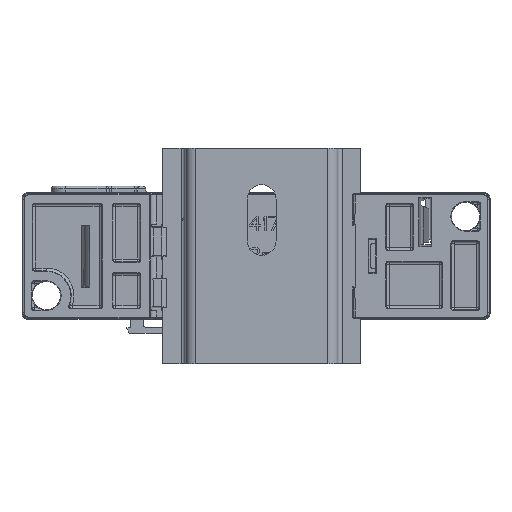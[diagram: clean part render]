
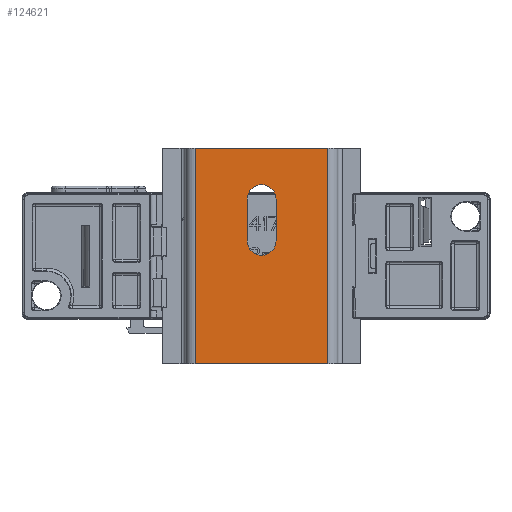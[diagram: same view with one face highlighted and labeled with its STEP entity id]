
A CAD part, top view. The second image highlights one B-rep face of the part: STEP entity #124621.
In plain terms, the highlighted face is planar.
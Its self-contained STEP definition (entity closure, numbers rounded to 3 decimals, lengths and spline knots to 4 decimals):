
#124014=DIRECTION('',(0.,1.,0.));
#124015=VECTOR('',#124014,1.5);
#124016=CARTESIAN_POINT('',(-0.07,0.,0.));
#124017=LINE('',#124016,#124015);
#124032=DIRECTION('',(1.,0.,0.));
#124033=VECTOR('',#124032,0.92);
#124034=CARTESIAN_POINT('',(-0.99,0.,0.));
#124035=LINE('',#124034,#124033);
#124044=DIRECTION('',(0.,1.,0.));
#124045=VECTOR('',#124044,1.5);
#124046=CARTESIAN_POINT('',(-0.99,0.,0.));
#124047=LINE('',#124046,#124045);
#124048=CARTESIAN_POINT('',(-0.53,0.855,0.));
#124049=DIRECTION('',(0.,0.,1.));
#124050=DIRECTION('',(-1.,0.,0.));
#124051=AXIS2_PLACEMENT_3D('',#124048,#124049,#124050);
#124053=DIRECTION('',(0.,-1.,0.));
#124054=VECTOR('',#124053,0.29);
#124055=CARTESIAN_POINT('',(-0.63,1.145,0.));
#124056=LINE('',#124055,#124054);
#124057=CARTESIAN_POINT('',(-0.53,1.145,0.));
#124058=DIRECTION('',(0.,0.,1.));
#124059=DIRECTION('',(1.,0.,0.));
#124060=AXIS2_PLACEMENT_3D('',#124057,#124058,#124059);
#124062=DIRECTION('',(0.,1.,0.));
#124063=VECTOR('',#124062,0.29);
#124064=CARTESIAN_POINT('',(-0.43,0.855,0.));
#124065=LINE('',#124064,#124063);
#124066=DIRECTION('',(1.,0.,0.));
#124067=VECTOR('',#124066,0.92);
#124068=CARTESIAN_POINT('',(-0.99,1.5,0.));
#124069=LINE('',#124068,#124067);
#124268=CARTESIAN_POINT('',(-0.99,0.,0.));
#124269=VERTEX_POINT('',#124268);
#124270=CARTESIAN_POINT('',(-0.07,0.,0.));
#124271=VERTEX_POINT('',#124270);
#124288=CARTESIAN_POINT('',(-0.99,1.5,0.));
#124289=VERTEX_POINT('',#124288);
#124290=CARTESIAN_POINT('',(-0.07,1.5,0.));
#124291=VERTEX_POINT('',#124290);
#124340=CARTESIAN_POINT('',(-0.63,0.855,0.));
#124341=CARTESIAN_POINT('',(-0.43,0.855,0.));
#124342=VERTEX_POINT('',#124340);
#124343=VERTEX_POINT('',#124341);
#124344=CARTESIAN_POINT('',(-0.43,1.145,0.));
#124345=VERTEX_POINT('',#124344);
#124346=CARTESIAN_POINT('',(-0.63,1.145,0.));
#124347=VERTEX_POINT('',#124346);
#124598=CARTESIAN_POINT('',(-0.99,0.,0.));
#124599=DIRECTION('',(0.,0.,-1.));
#124600=DIRECTION('',(1.,0.,0.));
#124601=AXIS2_PLACEMENT_3D('',#124598,#124599,#124600);
#124602=PLANE('',#124601);
#124603=ORIENTED_EDGE('',*,*,#124588,.T.);
#124604=ORIENTED_EDGE('',*,*,#124564,.T.);
#124606=ORIENTED_EDGE('',*,*,#124605,.F.);
#124608=ORIENTED_EDGE('',*,*,#124607,.F.);
#124609=EDGE_LOOP('',(#124603,#124604,#124606,#124608));
#124610=FACE_OUTER_BOUND('',#124609,.F.);
#124612=ORIENTED_EDGE('',*,*,#124611,.F.);
#124614=ORIENTED_EDGE('',*,*,#124613,.F.);
#124616=ORIENTED_EDGE('',*,*,#124615,.F.);
#124618=ORIENTED_EDGE('',*,*,#124617,.F.);
#124619=EDGE_LOOP('',(#124612,#124614,#124616,#124618));
#124620=FACE_BOUND('',#124619,.F.);
#124621=ADVANCED_FACE('',(#124610,#124620),#124602,.T.);
#124052=CIRCLE('',#124051,0.1);
#124061=CIRCLE('',#124060,0.1);
#124564=EDGE_CURVE('',#124271,#124291,#124017,.T.);
#124588=EDGE_CURVE('',#124269,#124271,#124035,.T.);
#124605=EDGE_CURVE('',#124289,#124291,#124069,.T.);
#124607=EDGE_CURVE('',#124269,#124289,#124047,.T.);
#124611=EDGE_CURVE('',#124342,#124343,#124052,.T.);
#124613=EDGE_CURVE('',#124347,#124342,#124056,.T.);
#124615=EDGE_CURVE('',#124345,#124347,#124061,.T.);
#124617=EDGE_CURVE('',#124343,#124345,#124065,.T.);
